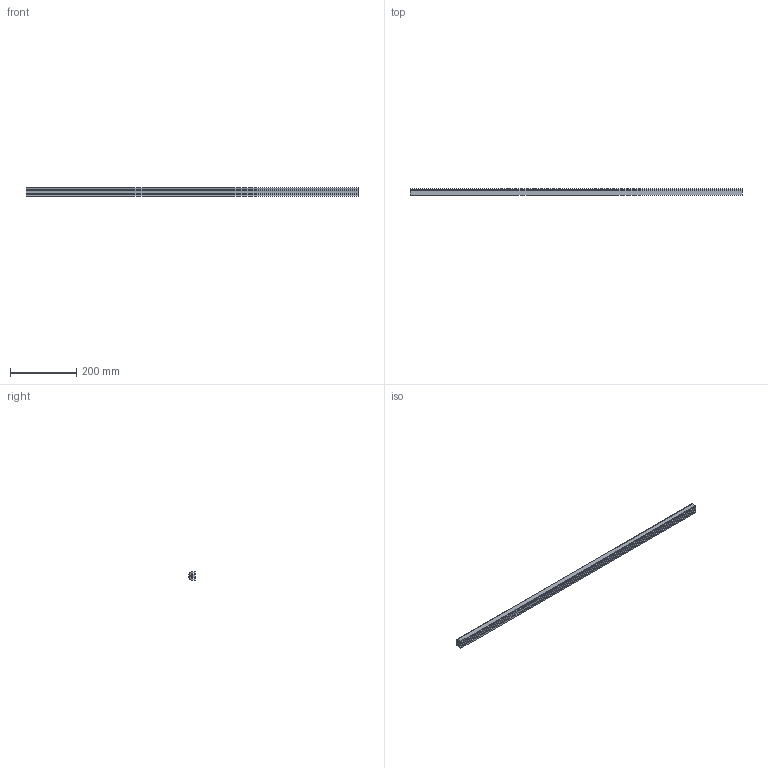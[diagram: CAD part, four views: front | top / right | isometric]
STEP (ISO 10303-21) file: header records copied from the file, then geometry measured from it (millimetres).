
FILE_DESCRIPTION (( 'STEP AP214' ), '1' );
FILE_NAME ('00379 Continuous Buffer Strip T Trim Black 20x26mm.STEP', '2025-08-29T02:27:16', ( '' ), ( '' ), 'SwSTEP 2.0', 'SolidWorks 2025', '' );
FILE_SCHEMA (( 'AUTOMOTIVE_DESIGN' ));
Length unit declared in the file: millimetre
Products named in the file (3): 379 base; 00379 Continuous Buffer Strip T Trim Black 20x26mm; 379 T
Assembly tree (2 placements, depth 2):
  00379 Continuous Buffer Strip T Trim Black 20x26mm
    379 base
    379 T
Bounding box: 1000 x 20.13 x 26 mm (x, y, z)
Volume: 364039.1 mm3; surface area: 224342.7 mm2
Topology: 2 solids, 2 shells, 70 faces, 198 edges, 132 vertices
Faces by surface type: plane 63, cylinder 7
Entity records: 2324 total; most frequent: CARTESIAN_POINT 405, ORIENTED_EDGE 396, DIRECTION 362, EDGE_CURVE 198, VECTOR 184, LINE 184, VERTEX_POINT 132, AXIS2_PLACEMENT_3D 89
